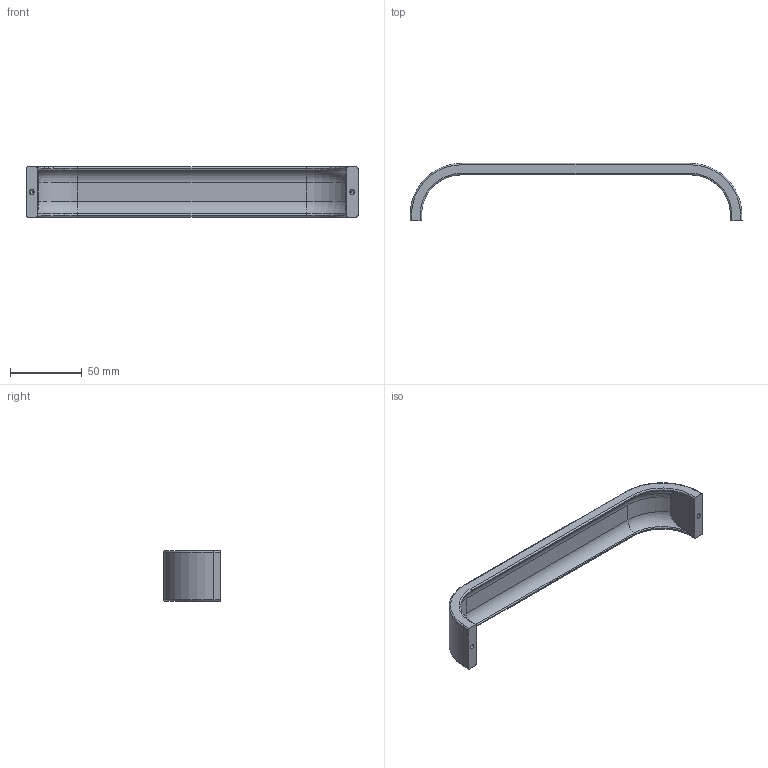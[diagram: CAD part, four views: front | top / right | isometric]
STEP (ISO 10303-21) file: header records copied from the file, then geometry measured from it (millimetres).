
FILE_DESCRIPTION(('Creo Elements/Direct Modeling STEP Export'),'2;1');
FILE_NAME('2035-232.stp','2019-01-11T 9:37:12',(''),(''),'Creo Elements/Direct Modeling STEP processor for AP214 (Solid Model)','Creo Elements/Direct Modeling 20.0 12-Nov-2016 (C) Parametric Technology GmbH','');
FILE_SCHEMA(('AUTOMOTIVE_DESIGN { 1 0 10303 214 1 1 1 1 }'));
Length unit declared in the file: millimetre
Products named in the file (1): 2035-232
Bounding box: 232.15 x 40 x 35 mm (x, y, z)
Volume: 39025.4 mm3; surface area: 24885.6 mm2
Topology: 1 solids, 1 shells, 66 faces, 154 edges, 90 vertices
Faces by surface type: cylinder 32, torus 16, plane 14, cone 4
Entity records: 3096 total; most frequent: CARTESIAN_POINT 1547, DIRECTION 328, ORIENTED_EDGE 300, EDGE_CURVE 150, AXIS2_PLACEMENT_3D 131, VERTEX_POINT 90, EDGE_LOOP 70, VECTOR 66
